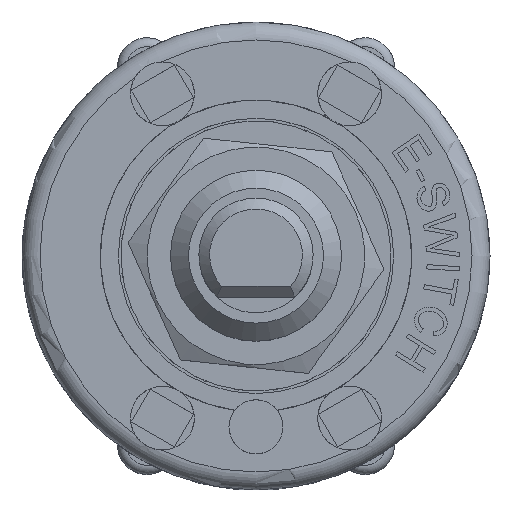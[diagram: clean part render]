
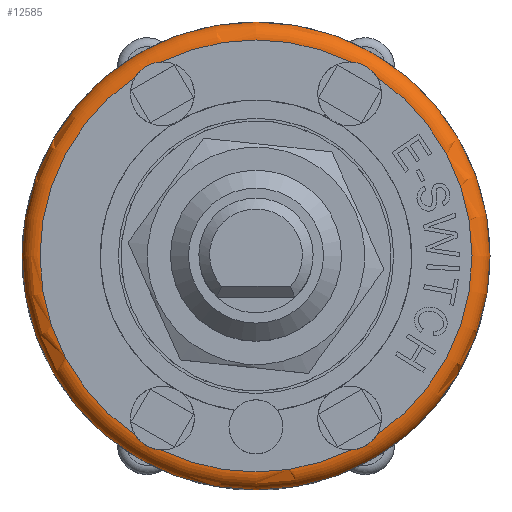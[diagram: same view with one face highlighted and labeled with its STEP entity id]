
A CAD part, top view. The second image highlights one B-rep face of the part: STEP entity #12585.
In plain terms, the highlighted toroidal (fillet/blend) face has major radius 12 mm and minor radius 1 mm.
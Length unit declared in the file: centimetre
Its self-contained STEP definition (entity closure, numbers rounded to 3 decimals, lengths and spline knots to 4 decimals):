
#26=TOROIDAL_SURFACE('',#13214,1.2,0.1);
#1103=B_SPLINE_CURVE_WITH_KNOTS('',3,(#21782,#21783,#21784,#21785,#21786,
#21787,#21788,#21789,#21790,#21791,#21792,#21793),.UNSPECIFIED.,.F.,.F.,
(4,2,2,2,2,4),(-0.2692,-0.2446,-0.216,
-0.1921,-0.1645,-0.1357),.UNSPECIFIED.);
#1104=B_SPLINE_CURVE_WITH_KNOTS('',3,(#21805,#21806,#21807,#21808,#21809,
#21810,#21811,#21812,#21813,#21814,#21815,#21816),.UNSPECIFIED.,.F.,.F.,
(4,2,2,2,2,4),(-0.2692,-0.2446,-0.216,
-0.1921,-0.1645,-0.1357),.UNSPECIFIED.);
#1105=B_SPLINE_CURVE_WITH_KNOTS('',3,(#21833,#21834,#21835,#21836,#21837,
#21838,#21839,#21840,#21841,#21842,#21843,#21844),.UNSPECIFIED.,.F.,.F.,
(4,2,2,2,2,4),(-0.2692,-0.2446,-0.216,
-0.1921,-0.1645,-0.1357),.UNSPECIFIED.);
#1106=B_SPLINE_CURVE_WITH_KNOTS('',3,(#21866,#21867,#21868,#21869,#21870,
#21871,#21872,#21873,#21874,#21875,#21876,#21877),.UNSPECIFIED.,.F.,.F.,
(4,2,2,2,2,4),(-0.2692,-0.2446,-0.216,
-0.1921,-0.1645,-0.1357),.UNSPECIFIED.);
#1740=FACE_OUTER_BOUND('',#2491,.T.);
#2491=EDGE_LOOP('',(#11602,#11603,#11604,#11605,#11606,#11607,#11608,#11609,
#11610,#11611,#11612,#11613));
#5258=CIRCLE('',#13167,1.3);
#5285=CIRCLE('',#13215,0.1);
#5286=CIRCLE('',#13216,1.2);
#5287=CIRCLE('',#13217,1.2);
#5288=CIRCLE('',#13218,1.2);
#5289=CIRCLE('',#13219,1.2);
#5290=CIRCLE('',#13220,1.2);
#6429=VERTEX_POINT('',#21744);
#6437=VERTEX_POINT('',#21780);
#6438=VERTEX_POINT('',#21781);
#6441=VERTEX_POINT('',#21803);
#6442=VERTEX_POINT('',#21804);
#6447=VERTEX_POINT('',#21831);
#6448=VERTEX_POINT('',#21832);
#6455=VERTEX_POINT('',#21864);
#6456=VERTEX_POINT('',#21865);
#6459=VERTEX_POINT('',#21887);
#8188=EDGE_CURVE('',#6429,#6429,#5258,.T.);
#8206=EDGE_CURVE('',#6437,#6438,#1103,.T.);
#8212=EDGE_CURVE('',#6441,#6442,#1104,.T.);
#8220=EDGE_CURVE('',#6447,#6448,#1105,.T.);
#8230=EDGE_CURVE('',#6455,#6456,#1106,.T.);
#8236=EDGE_CURVE('',#6429,#6459,#5285,.T.);
#8237=EDGE_CURVE('',#6459,#6447,#5286,.T.);
#8238=EDGE_CURVE('',#6448,#6441,#5287,.T.);
#8239=EDGE_CURVE('',#6442,#6437,#5288,.T.);
#8240=EDGE_CURVE('',#6438,#6455,#5289,.T.);
#8241=EDGE_CURVE('',#6456,#6459,#5290,.T.);
#11602=ORIENTED_EDGE('',*,*,#8188,.T.);
#11603=ORIENTED_EDGE('',*,*,#8236,.T.);
#11604=ORIENTED_EDGE('',*,*,#8237,.T.);
#11605=ORIENTED_EDGE('',*,*,#8220,.T.);
#11606=ORIENTED_EDGE('',*,*,#8238,.T.);
#11607=ORIENTED_EDGE('',*,*,#8212,.T.);
#11608=ORIENTED_EDGE('',*,*,#8239,.T.);
#11609=ORIENTED_EDGE('',*,*,#8206,.T.);
#11610=ORIENTED_EDGE('',*,*,#8240,.T.);
#11611=ORIENTED_EDGE('',*,*,#8230,.T.);
#11612=ORIENTED_EDGE('',*,*,#8241,.T.);
#11613=ORIENTED_EDGE('',*,*,#8236,.F.);
#12585=ADVANCED_FACE('',(#1740),#26,.T.);
#13167=AXIS2_PLACEMENT_3D('',#21745,#15602,#15603);
#13214=AXIS2_PLACEMENT_3D('',#21886,#15713,#15714);
#13215=AXIS2_PLACEMENT_3D('',#21888,#15715,#15716);
#13216=AXIS2_PLACEMENT_3D('',#21889,#15717,#15718);
#13217=AXIS2_PLACEMENT_3D('',#21890,#15719,#15720);
#13218=AXIS2_PLACEMENT_3D('',#21891,#15721,#15722);
#13219=AXIS2_PLACEMENT_3D('',#21892,#15723,#15724);
#13220=AXIS2_PLACEMENT_3D('',#21893,#15725,#15726);
#15602=DIRECTION('center_axis',(0.,0.,1.));
#15603=DIRECTION('ref_axis',(-1.,0.,0.));
#15713=DIRECTION('center_axis',(0.,0.,-1.));
#15714=DIRECTION('ref_axis',(-1.,0.,0.));
#15715=DIRECTION('center_axis',(0.,-1.,0.));
#15716=DIRECTION('ref_axis',(1.,0.,0.));
#15717=DIRECTION('center_axis',(0.,0.,-1.));
#15718=DIRECTION('ref_axis',(-1.,0.,0.));
#15719=DIRECTION('center_axis',(0.,0.,-1.));
#15720=DIRECTION('ref_axis',(-1.,0.,0.));
#15721=DIRECTION('center_axis',(0.,0.,-1.));
#15722=DIRECTION('ref_axis',(-1.,0.,0.));
#15723=DIRECTION('center_axis',(0.,0.,-1.));
#15724=DIRECTION('ref_axis',(-1.,0.,0.));
#15725=DIRECTION('center_axis',(0.,0.,-1.));
#15726=DIRECTION('ref_axis',(-1.,0.,0.));
#21744=CARTESIAN_POINT('',(1.3,0.,0.95));
#21745=CARTESIAN_POINT('Origin',(0.,0.,0.95));
#21780=CARTESIAN_POINT('',(-0.67,0.9955,1.05));
#21781=CARTESIAN_POINT('',(-0.5271,1.078,1.05));
#21782=CARTESIAN_POINT('Ctrl Pts',(-0.67,0.9955,
1.05));
#21783=CARTESIAN_POINT('Ctrl Pts',(-0.6646,1.0041,
1.05));
#21784=CARTESIAN_POINT('Ctrl Pts',(-0.6583,1.0124,
1.0498));
#21785=CARTESIAN_POINT('Ctrl Pts',(-0.6428,1.0294,
1.0491));
#21786=CARTESIAN_POINT('Ctrl Pts',(-0.6335,1.0377,
1.0488));
#21787=CARTESIAN_POINT('Ctrl Pts',(-0.615,1.051,1.0484));
#21788=CARTESIAN_POINT('Ctrl Pts',(-0.6061,1.0563,
1.0484));
#21789=CARTESIAN_POINT('Ctrl Pts',(-0.5859,1.0659,1.0487));
#21790=CARTESIAN_POINT('Ctrl Pts',(-0.5747,1.07,1.049));
#21791=CARTESIAN_POINT('Ctrl Pts',(-0.551,1.0759,1.0497));
#21792=CARTESIAN_POINT('Ctrl Pts',(-0.539,1.0775,
1.05));
#21793=CARTESIAN_POINT('Ctrl Pts',(-0.5271,1.078,
1.05));
#21803=CARTESIAN_POINT('',(-0.5271,-1.078,1.05));
#21804=CARTESIAN_POINT('',(-0.67,-0.9955,1.05));
#21805=CARTESIAN_POINT('Ctrl Pts',(-0.5271,-1.078,
1.05));
#21806=CARTESIAN_POINT('Ctrl Pts',(-0.5373,-1.0776,
1.05));
#21807=CARTESIAN_POINT('Ctrl Pts',(-0.5476,-1.0763,
1.0498));
#21808=CARTESIAN_POINT('Ctrl Pts',(-0.5701,-1.0714,1.0491));
#21809=CARTESIAN_POINT('Ctrl Pts',(-0.5819,-1.0675,
1.0488));
#21810=CARTESIAN_POINT('Ctrl Pts',(-0.6027,-1.0581,
1.0484));
#21811=CARTESIAN_POINT('Ctrl Pts',(-0.6117,-1.053,
1.0484));
#21812=CARTESIAN_POINT('Ctrl Pts',(-0.6301,-1.0404,
1.0487));
#21813=CARTESIAN_POINT('Ctrl Pts',(-0.6393,-1.0327,
1.049));
#21814=CARTESIAN_POINT('Ctrl Pts',(-0.6562,-1.0151,
1.0497));
#21815=CARTESIAN_POINT('Ctrl Pts',(-0.6637,-1.0055,
1.05));
#21816=CARTESIAN_POINT('Ctrl Pts',(-0.67,-0.9955,
1.05));
#21831=CARTESIAN_POINT('',(0.67,-0.9955,1.05));
#21832=CARTESIAN_POINT('',(0.5271,-1.078,1.05));
#21833=CARTESIAN_POINT('Ctrl Pts',(0.67,-0.9955,
1.05));
#21834=CARTESIAN_POINT('Ctrl Pts',(0.6646,-1.0041,
1.05));
#21835=CARTESIAN_POINT('Ctrl Pts',(0.6583,-1.0124,
1.0498));
#21836=CARTESIAN_POINT('Ctrl Pts',(0.6428,-1.0294,
1.0491));
#21837=CARTESIAN_POINT('Ctrl Pts',(0.6335,-1.0377,
1.0488));
#21838=CARTESIAN_POINT('Ctrl Pts',(0.615,-1.051,
1.0484));
#21839=CARTESIAN_POINT('Ctrl Pts',(0.6061,-1.0563,
1.0484));
#21840=CARTESIAN_POINT('Ctrl Pts',(0.5859,-1.0659,1.0487));
#21841=CARTESIAN_POINT('Ctrl Pts',(0.5747,-1.07,1.049));
#21842=CARTESIAN_POINT('Ctrl Pts',(0.551,-1.0759,
1.0497));
#21843=CARTESIAN_POINT('Ctrl Pts',(0.539,-1.0775,
1.05));
#21844=CARTESIAN_POINT('Ctrl Pts',(0.5271,-1.078,
1.05));
#21864=CARTESIAN_POINT('',(0.5271,1.078,1.05));
#21865=CARTESIAN_POINT('',(0.67,0.9955,1.05));
#21866=CARTESIAN_POINT('Ctrl Pts',(0.5271,1.078,1.05));
#21867=CARTESIAN_POINT('Ctrl Pts',(0.5373,1.0776,1.05));
#21868=CARTESIAN_POINT('Ctrl Pts',(0.5476,1.0763,1.0498));
#21869=CARTESIAN_POINT('Ctrl Pts',(0.5701,1.0714,1.0491));
#21870=CARTESIAN_POINT('Ctrl Pts',(0.5819,1.0675,1.0488));
#21871=CARTESIAN_POINT('Ctrl Pts',(0.6027,1.0581,1.0484));
#21872=CARTESIAN_POINT('Ctrl Pts',(0.6117,1.053,1.0484));
#21873=CARTESIAN_POINT('Ctrl Pts',(0.6301,1.0404,1.0487));
#21874=CARTESIAN_POINT('Ctrl Pts',(0.6393,1.0327,1.049));
#21875=CARTESIAN_POINT('Ctrl Pts',(0.6562,1.0151,1.0497));
#21876=CARTESIAN_POINT('Ctrl Pts',(0.6637,1.0055,1.05));
#21877=CARTESIAN_POINT('Ctrl Pts',(0.67,0.9955,
1.05));
#21886=CARTESIAN_POINT('Origin',(0.,0.,0.95));
#21887=CARTESIAN_POINT('',(1.2,0.,1.05));
#21888=CARTESIAN_POINT('Origin',(1.2,0.,0.95));
#21889=CARTESIAN_POINT('Origin',(0.,0.,1.05));
#21890=CARTESIAN_POINT('Origin',(0.,0.,1.05));
#21891=CARTESIAN_POINT('Origin',(0.,0.,1.05));
#21892=CARTESIAN_POINT('Origin',(0.,0.,1.05));
#21893=CARTESIAN_POINT('Origin',(0.,0.,1.05));
